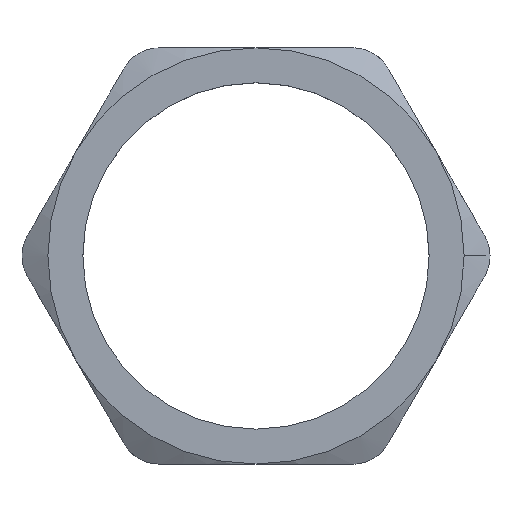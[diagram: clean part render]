
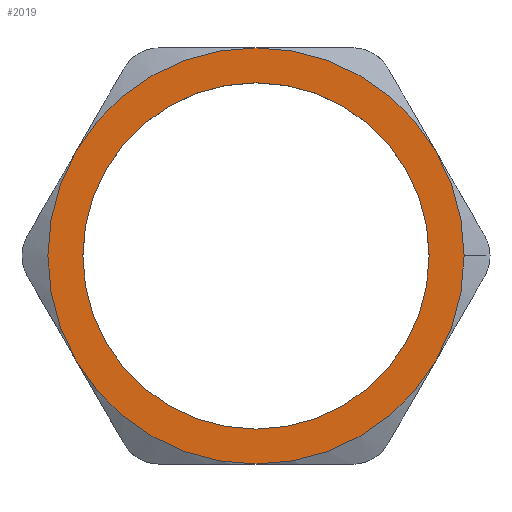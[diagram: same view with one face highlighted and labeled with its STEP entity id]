
A CAD part, top view. The second image highlights one B-rep face of the part: STEP entity #2019.
In plain terms, the highlighted planar face has unit normal (0, 0, 1).
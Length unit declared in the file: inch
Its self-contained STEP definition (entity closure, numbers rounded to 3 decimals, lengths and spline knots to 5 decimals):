
#1 = DIRECTION ( 'NONE',  ( 1., 0., 0. ) ) ;
#316 = CARTESIAN_POINT ( 'NONE',  ( -1.10851, -0.64, 0.31 ) ) ;
#337 = CARTESIAN_POINT ( 'NONE',  ( -1.10851, 0.64, 0.31 ) ) ;
#395 = CARTESIAN_POINT ( 'NONE',  ( 0., 1.28, 0.31 ) ) ;
#409 = DIRECTION ( 'NONE',  ( -1., 0., 0. ) ) ;
#410 = DIRECTION ( 'NONE',  ( 0., 0., -1. ) ) ;
#411 = CARTESIAN_POINT ( 'NONE',  ( -0.73901, 1.28, 0.31 ) ) ;
#412 = AXIS2_PLACEMENT_3D ( 'NONE', #411, #410, #409 ) ;
#413 = PLANE ( 'NONE',  #412 ) ;
#414 = FACE_OUTER_BOUND ( 'NONE', #2029, .T. ) ;
#415 = FACE_BOUND ( 'NONE', #2020, .T. ) ;
#424 = DIRECTION ( 'NONE',  ( 1., 0., 0. ) ) ;
#425 = DIRECTION ( 'NONE',  ( 0., 0., 1. ) ) ;
#426 = CARTESIAN_POINT ( 'NONE',  ( 0., 0., 0.31 ) ) ;
#427 = AXIS2_PLACEMENT_3D ( 'NONE', #426, #425, #424 ) ;
#428 = CIRCLE ( 'NONE', #427, 1.28 ) ;
#429 = DIRECTION ( 'NONE',  ( 1., 0., 0. ) ) ;
#430 = DIRECTION ( 'NONE',  ( 0., 0., 1. ) ) ;
#431 = CARTESIAN_POINT ( 'NONE',  ( 0., 0., 0.31 ) ) ;
#432 = AXIS2_PLACEMENT_3D ( 'NONE', #431, #430, #429 ) ;
#441 = CIRCLE ( 'NONE', #432, 1.065 ) ;
#477 = CARTESIAN_POINT ( 'NONE',  ( 0., -1.28, 0.31 ) ) ;
#528 = CARTESIAN_POINT ( 'NONE',  ( 1.10851, -0.64, 0.31 ) ) ;
#693 = DIRECTION ( 'NONE',  ( 1., 0., 0. ) ) ;
#694 = DIRECTION ( 'NONE',  ( 0., 0., 1. ) ) ;
#695 = CARTESIAN_POINT ( 'NONE',  ( 0., 0., 0.31 ) ) ;
#696 = AXIS2_PLACEMENT_3D ( 'NONE', #695, #694, #693 ) ;
#697 = CIRCLE ( 'NONE', #696, 1.28 ) ;
#698 = DIRECTION ( 'NONE',  ( 1., 0., 0. ) ) ;
#699 = DIRECTION ( 'NONE',  ( 0., 0., 1. ) ) ;
#700 = AXIS2_PLACEMENT_3D ( 'NONE', #720, #699, #698 ) ;
#701 = CIRCLE ( 'NONE', #700, 1.28 ) ;
#720 = CARTESIAN_POINT ( 'NONE',  ( 0., 0., 0.31 ) ) ;
#727 = DIRECTION ( 'NONE',  ( 1., 0., 0. ) ) ;
#728 = DIRECTION ( 'NONE',  ( 0., 0., 1. ) ) ;
#729 = CARTESIAN_POINT ( 'NONE',  ( 0., 0., 0.31 ) ) ;
#730 = AXIS2_PLACEMENT_3D ( 'NONE', #729, #728, #727 ) ;
#731 = CIRCLE ( 'NONE', #730, 1.28 ) ;
#919 = DIRECTION ( 'NONE',  ( 1., 0., 0. ) ) ;
#920 = DIRECTION ( 'NONE',  ( 0., 0., 1. ) ) ;
#921 = CARTESIAN_POINT ( 'NONE',  ( 0., 0., 0.31 ) ) ;
#922 = AXIS2_PLACEMENT_3D ( 'NONE', #921, #920, #919 ) ;
#923 = CIRCLE ( 'NONE', #922, 1.28 ) ;
#924 = DIRECTION ( 'NONE',  ( 1., 0., 0. ) ) ;
#925 = DIRECTION ( 'NONE',  ( 0., 0., 1. ) ) ;
#926 = CARTESIAN_POINT ( 'NONE',  ( 0., 0., 0.31 ) ) ;
#927 = AXIS2_PLACEMENT_3D ( 'NONE', #926, #925, #924 ) ;
#928 = CIRCLE ( 'NONE', #927, 1.28 ) ;
#1667 = EDGE_CURVE ( 'NONE', #1668, #1669, #2895, .T. ) ;
#1668 = VERTEX_POINT ( 'NONE', #2890 ) ;
#1669 = VERTEX_POINT ( 'NONE', #2889 ) ;
#1699 = VERTEX_POINT ( 'NONE', #2907 ) ;
#1700 = VERTEX_POINT ( 'NONE', #2906 ) ;
#1704 = EDGE_CURVE ( 'NONE', #1700, #1699, #2840, .T. ) ;
#1987 = VERTEX_POINT ( 'NONE', #316 ) ;
#2003 = VERTEX_POINT ( 'NONE', #337 ) ;
#2019 = ADVANCED_FACE ( 'NONE', ( #415, #414 ), #413, .F. ) ;
#2020 = EDGE_LOOP ( 'NONE', ( #2125, #2126 ) ) ;
#2027 = VERTEX_POINT ( 'NONE', #395 ) ;
#2028 = EDGE_CURVE ( 'NONE', #1669, #1668, #441, .T. ) ;
#2029 = EDGE_LOOP ( 'NONE', ( #2030, #2240, #2242, #2163, #2165, #2152, #2153 ) ) ;
#2030 = ORIENTED_EDGE ( 'NONE', *, *, #2031, .T. ) ;
#2031 = EDGE_CURVE ( 'NONE', #2027, #2003, #428, .T. ) ;
#2037 = VERTEX_POINT ( 'NONE', #477 ) ;
#2057 = VERTEX_POINT ( 'NONE', #528 ) ;
#2125 = ORIENTED_EDGE ( 'NONE', *, *, #1667, .F. ) ;
#2126 = ORIENTED_EDGE ( 'NONE', *, *, #2028, .F. ) ;
#2151 = EDGE_CURVE ( 'NONE', #2057, #1700, #701, .T. ) ;
#2152 = ORIENTED_EDGE ( 'NONE', *, *, #1704, .T. ) ;
#2153 = ORIENTED_EDGE ( 'NONE', *, *, #2154, .T. ) ;
#2154 = EDGE_CURVE ( 'NONE', #1699, #2027, #697, .T. ) ;
#2163 = ORIENTED_EDGE ( 'NONE', *, *, #2164, .T. ) ;
#2164 = EDGE_CURVE ( 'NONE', #2037, #2057, #731, .T. ) ;
#2165 = ORIENTED_EDGE ( 'NONE', *, *, #2151, .T. ) ;
#2240 = ORIENTED_EDGE ( 'NONE', *, *, #2241, .T. ) ;
#2241 = EDGE_CURVE ( 'NONE', #2003, #1987, #928, .T. ) ;
#2242 = ORIENTED_EDGE ( 'NONE', *, *, #2243, .T. ) ;
#2243 = EDGE_CURVE ( 'NONE', #1987, #2037, #923, .T. ) ;
#2828 = DIRECTION ( 'NONE',  ( 0., 0., 1. ) ) ;
#2829 = CARTESIAN_POINT ( 'NONE',  ( 0., 0., 0.31 ) ) ;
#2830 = AXIS2_PLACEMENT_3D ( 'NONE', #2829, #2828, #1 ) ;
#2840 = CIRCLE ( 'NONE', #2830, 1.28 ) ;
#2889 = CARTESIAN_POINT ( 'NONE',  ( 1.065, 0., 0.31 ) ) ;
#2890 = CARTESIAN_POINT ( 'NONE',  ( -1.065, 0., 0.31 ) ) ;
#2891 = DIRECTION ( 'NONE',  ( 1., 0., 0. ) ) ;
#2892 = DIRECTION ( 'NONE',  ( 0., 0., 1. ) ) ;
#2893 = CARTESIAN_POINT ( 'NONE',  ( 0., 0., 0.31 ) ) ;
#2894 = AXIS2_PLACEMENT_3D ( 'NONE', #2893, #2892, #2891 ) ;
#2895 = CIRCLE ( 'NONE', #2894, 1.065 ) ;
#2906 = CARTESIAN_POINT ( 'NONE',  ( 1.28, 0., 0.31 ) ) ;
#2907 = CARTESIAN_POINT ( 'NONE',  ( 1.10851, 0.64, 0.31 ) ) ;
